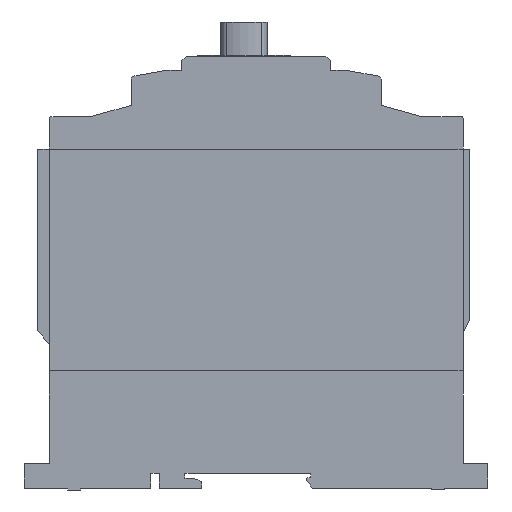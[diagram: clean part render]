
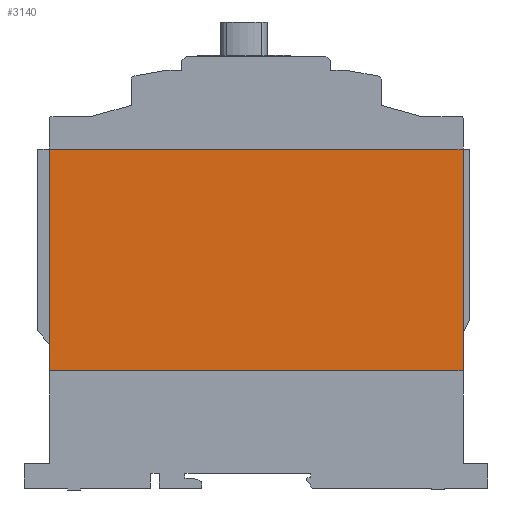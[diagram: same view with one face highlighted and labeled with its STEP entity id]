
A CAD part, left-side view. The second image highlights one B-rep face of the part: STEP entity #3140.
In plain terms, the highlighted planar face has unit normal (-1, 0, 0).
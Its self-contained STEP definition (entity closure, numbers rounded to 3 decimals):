
#337=LINE($,#4685,#850);
#340=LINE($,#4691,#853);
#343=LINE($,#4697,#856);
#346=LINE($,#4701,#859);
#850=VECTOR($,#3715,124.906);
#853=VECTOR($,#3720,66.963);
#856=VECTOR($,#3725,124.906);
#859=VECTOR($,#3730,66.963);
#1339=PLANE($,#3350);
#1488=FACE_OUTER_BOUND($,#1638,.T.);
#1638=EDGE_LOOP($,(#2607,#2608,#2609,#2610));
#1889=VERTEX_POINT($,#4682);
#1890=VERTEX_POINT($,#4684);
#1892=VERTEX_POINT($,#4690);
#1894=VERTEX_POINT($,#4696);
#2151=EDGE_CURVE($,#1890,#1889,#337,.T.);
#2154=EDGE_CURVE($,#1892,#1890,#340,.T.);
#2157=EDGE_CURVE($,#1894,#1892,#343,.T.);
#2160=EDGE_CURVE($,#1889,#1894,#346,.T.);
#2607=ORIENTED_EDGE($,*,*,#2160,.T.);
#2608=ORIENTED_EDGE($,*,*,#2157,.T.);
#2609=ORIENTED_EDGE($,*,*,#2154,.T.);
#2610=ORIENTED_EDGE($,*,*,#2151,.T.);
#3140=ADVANCED_FACE($,(#1488),#1339,.T.);
#3350=AXIS2_PLACEMENT_3D($,#4702,#3731,#3732);
#3715=DIRECTION($,(0.,1.,0.));
#3720=DIRECTION($,(0.,0.,1.));
#3725=DIRECTION($,(0.,-1.,0.));
#3730=DIRECTION($,(0.,0.,-1.));
#3731=DIRECTION('center_axis',(-1.,0.,0.));
#3732=DIRECTION('ref_axis',(0.,0.,1.));
#4682=CARTESIAN_POINT('',(0.,62.405,102.441));
#4684=CARTESIAN_POINT('',(0.,-62.501,102.441));
#4685=CARTESIAN_POINT($,(0.,-62.501,102.441));
#4690=CARTESIAN_POINT('',(0.,-62.501,35.478));
#4691=CARTESIAN_POINT($,(0.,-62.501,35.478));
#4696=CARTESIAN_POINT('',(0.,62.405,35.478));
#4697=CARTESIAN_POINT($,(0.,62.405,35.478));
#4701=CARTESIAN_POINT($,(0.,62.405,102.441));
#4702=CARTESIAN_POINT('Origin',(0.,-0.048,
68.96));
